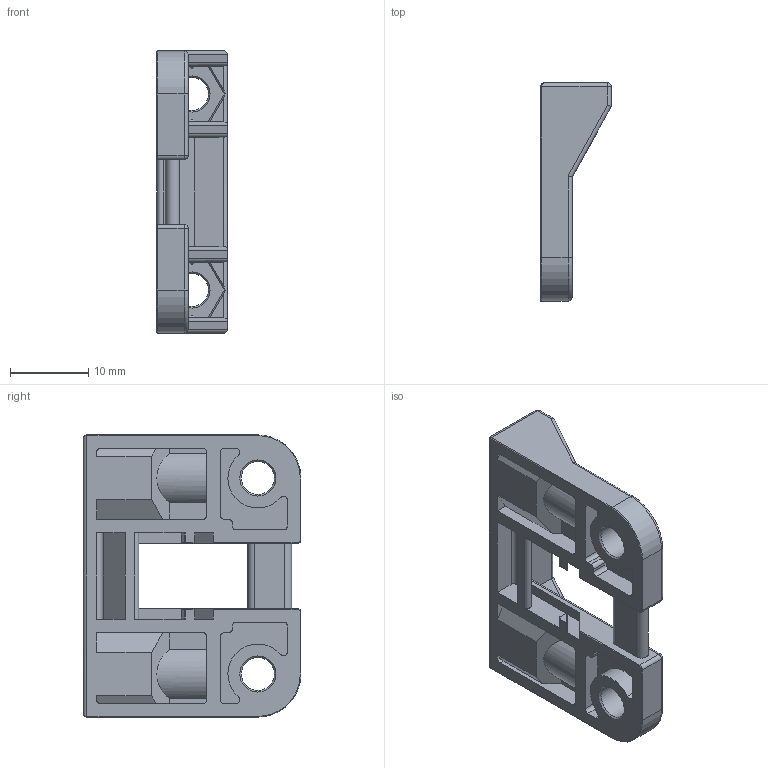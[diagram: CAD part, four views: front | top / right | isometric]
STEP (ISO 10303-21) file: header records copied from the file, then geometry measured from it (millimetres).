
FILE_DESCRIPTION(/* description */ ('Montagehalter Ringlicht 90Grad'),/* implementation_level */ '2;1');
FILE_NAME(/* name */ 'MOUNT-RDIFF-F90-P.stp',/* time_stamp */ '2022-11-03T15:45:35+01:00',/* author */ ('S. Ludwig'),/* organization */ ('evotron GmbH & Co. KG Pfuetschbergstrasse 1 98527 Suhl'),/* preprocessor_version */ 'ST-DEVELOPER v18.1',/* authorisation */ '');
FILE_SCHEMA (('AUTOMOTIVE_DESIGN { 1 0 10303 214 3 1 1 }'));
Length unit declared in the file: millimetre
Products named in the file (1): Abstand_Diff
Bounding box: 9 x 27.8 x 36 mm (x, y, z)
Volume: 3013.4 mm3; surface area: 3449.6 mm2
Topology: 1 solids, 1 shells, 248 faces, 655 edges, 412 vertices
Faces by surface type: plane 121, cylinder 91, sphere 16, cone 8, torus 8, bspline 4
Full cylindrical faces by diameter (mm): 4.2 x4
Entity records: 8011 total; most frequent: CARTESIAN_POINT 1717, DIRECTION 1323, ORIENTED_EDGE 1306, EDGE_CURVE 653, AXIS2_PLACEMENT_3D 445, LINE 433, VECTOR 433, VERTEX_POINT 412
